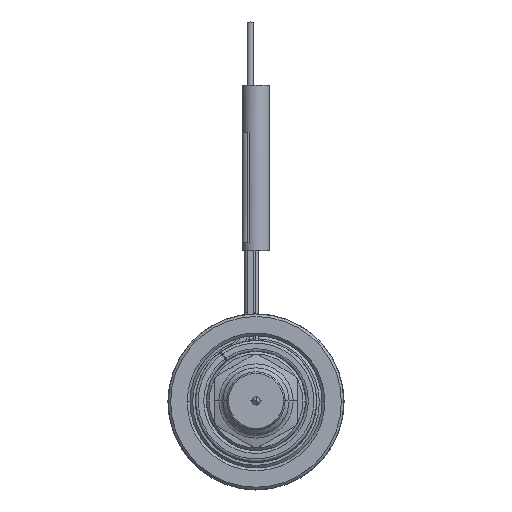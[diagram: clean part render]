
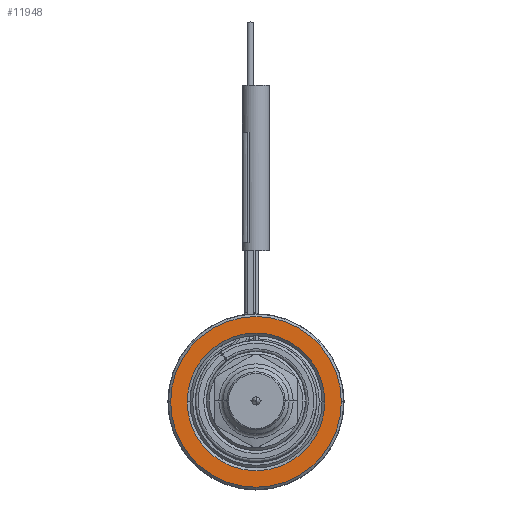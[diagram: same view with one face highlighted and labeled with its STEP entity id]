
A CAD part, top view. The second image highlights one B-rep face of the part: STEP entity #11948.
In plain terms, the highlighted planar face has unit normal (0, 0, 1).
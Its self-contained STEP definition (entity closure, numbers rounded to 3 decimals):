
#2706=CARTESIAN_POINT('',(0.,0.,25.));
#2707=DIRECTION('',(0.,0.,-1.));
#2708=DIRECTION('',(-1.,0.,0.));
#2709=AXIS2_PLACEMENT_3D('',#2706,#2707,#2708);
#2720=CARTESIAN_POINT('',(0.,0.,25.));
#2721=DIRECTION('',(0.,0.,-1.));
#2722=DIRECTION('',(1.,0.,0.));
#2723=AXIS2_PLACEMENT_3D('',#2720,#2721,#2722);
#2734=CARTESIAN_POINT('',(0.,0.,
25.));
#2735=DIRECTION('',(0.,0.,-1.));
#2736=DIRECTION('',(1.,0.,0.));
#2737=AXIS2_PLACEMENT_3D('',#2734,#2735,#2736);
#2748=CARTESIAN_POINT('',(0.,0.,25.));
#2749=DIRECTION('',(0.,0.,-1.));
#2750=DIRECTION('',(-1.,0.,0.));
#2751=AXIS2_PLACEMENT_3D('',#2748,#2749,#2750);
#7513=CARTESIAN_POINT('',(15.5,0.,25.));
#7514=CARTESIAN_POINT('',(-15.5,0.,
25.));
#7515=VERTEX_POINT('',#7513);
#7516=VERTEX_POINT('',#7514);
#7517=CARTESIAN_POINT('',(12.5,0.,25.));
#7518=CARTESIAN_POINT('',(-12.5,0.,25.));
#7519=VERTEX_POINT('',#7517);
#7520=VERTEX_POINT('',#7518);
#11933=CARTESIAN_POINT('',(0.,0.,25.));
#11934=DIRECTION('',(0.,0.,1.));
#11935=DIRECTION('',(-1.,0.,0.));
#11936=AXIS2_PLACEMENT_3D('',#11933,#11934,#11935);
#11937=PLANE('',#11936);
#11938=ORIENTED_EDGE('',*,*,#11915,.T.);
#11939=ORIENTED_EDGE('',*,*,#11900,.T.);
#11940=EDGE_LOOP('',(#11938,#11939));
#11941=FACE_OUTER_BOUND('',#11940,.F.);
#11943=ORIENTED_EDGE('',*,*,#11942,.F.);
#11945=ORIENTED_EDGE('',*,*,#11944,.F.);
#11946=EDGE_LOOP('',(#11943,#11945));
#11947=FACE_BOUND('',#11946,.F.);
#2710=CIRCLE('',#2709,15.5);
#2724=CIRCLE('',#2723,15.5);
#2738=CIRCLE('',#2737,12.5);
#2752=CIRCLE('',#2751,12.5);
#11900=EDGE_CURVE('',#7516,#7515,#2710,.T.);
#11915=EDGE_CURVE('',#7515,#7516,#2724,.T.);
#11942=EDGE_CURVE('',#7519,#7520,#2738,.T.);
#11944=EDGE_CURVE('',#7520,#7519,#2752,.T.);
#11948=ADVANCED_FACE('',(#11941,#11947),#11937,.T.);
